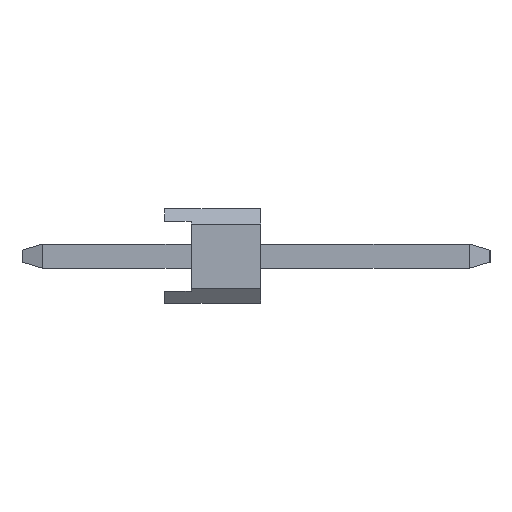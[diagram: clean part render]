
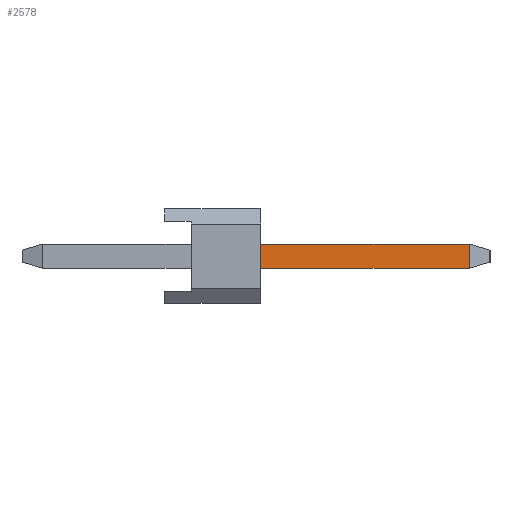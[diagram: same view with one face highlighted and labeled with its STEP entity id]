
A CAD part, left-side view. The second image highlights one B-rep face of the part: STEP entity #2578.
In plain terms, the highlighted planar face has unit normal (-1, 0, 0).
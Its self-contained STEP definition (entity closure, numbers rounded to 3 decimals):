
#1544=EDGE_CURVE('',#2222,#3090,#4324,.T.);
#2222=VERTEX_POINT('',#5082);
#2578=ADVANCED_FACE('',(#5472),#5473,.T.);
#2862=VERTEX_POINT('',#5790);
#3090=VERTEX_POINT('',#6040);
#3196=EDGE_CURVE('',#2862,#2222,#6154,.T.);
#3386=EDGE_CURVE('',#3832,#2862,#6364,.T.);
#3832=VERTEX_POINT('',#6850);
#3942=EDGE_CURVE('',#3090,#3832,#6966,.T.);
#4324=LINE('',#7444,#7445);
#5082=CARTESIAN_POINT('',(-10.48,-8.074,-0.32));
#5472=FACE_OUTER_BOUND('',#9101,.T.);
#5473=PLANE('',#9102);
#5790=CARTESIAN_POINT('',(-10.48,-8.074,0.32));
#6040=CARTESIAN_POINT('',(-10.48,-2.54,-0.32));
#6154=LINE('',#10068,#10069);
#6364=LINE('',#10358,#10359);
#6850=CARTESIAN_POINT('',(-10.48,-2.54,0.32));
#6966=LINE('',#11264,#11265);
#7444=CARTESIAN_POINT('',(-10.48,3.234,-0.32));
#7445=VECTOR('',#11738,1.0);
#9101=EDGE_LOOP('',(#12968,#12969,#12970,#12971));
#9102=AXIS2_PLACEMENT_3D('',#12972,#12973,#12974);
#10068=CARTESIAN_POINT('',(-10.48,-8.074,0.5));
#10069=VECTOR('',#13633,1.0);
#10358=CARTESIAN_POINT('',(-10.48,-2.42,0.32));
#10359=VECTOR('',#13835,1.0);
#11264=CARTESIAN_POINT('',(-10.48,-2.54,0.252));
#11265=VECTOR('',#14373,1.0);
#11738=DIRECTION('',(0.,1.0,0.));
#12968=ORIENTED_EDGE('',*,*,#3942,.F.);
#12969=ORIENTED_EDGE('',*,*,#1544,.F.);
#12970=ORIENTED_EDGE('',*,*,#3196,.F.);
#12971=ORIENTED_EDGE('',*,*,#3386,.F.);
#12972=CARTESIAN_POINT('',(-10.48,3.234,0.5));
#12973=DIRECTION('',(-1.0,0.,0.));
#12974=DIRECTION('',(0.,1.0,0.));
#13633=DIRECTION('',(0.0,0.,-1.0));
#13835=DIRECTION('',(0.,-1.0,0.));
#14373=DIRECTION('',(0.,0.,1.0));
